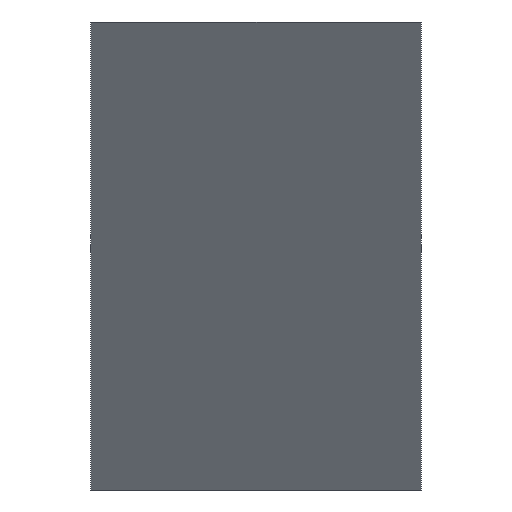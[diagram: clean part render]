
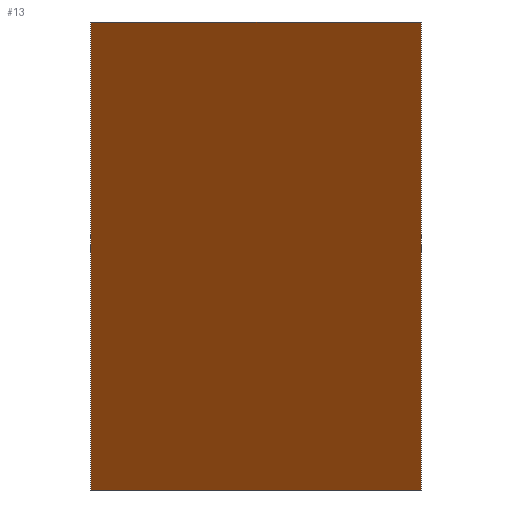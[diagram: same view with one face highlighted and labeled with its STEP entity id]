
A CAD part, front view. The second image highlights one B-rep face of the part: STEP entity #13.
In plain terms, the highlighted planar face has unit normal (-0.707, -0.707, 0).
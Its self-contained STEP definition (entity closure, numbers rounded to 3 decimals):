
#5 = ORIENTED_EDGE ( 'NONE', *, *, #132, .T. ) ;
#8 = DIRECTION ( 'NONE',  ( 0.707, -0.707, 0. ) ) ;
#12 = VERTEX_POINT ( 'NONE', #37 ) ;
#13 = ADVANCED_FACE ( 'NONE', ( #33 ), #154, .F. ) ;
#17 = CARTESIAN_POINT ( 'NONE',  ( 554.767, 137.757, 0. ) ) ;
#29 = ORIENTED_EDGE ( 'NONE', *, *, #155, .F. ) ;
#30 = CARTESIAN_POINT ( 'NONE',  ( 590.122, 102.402, 50. ) ) ;
#33 = FACE_OUTER_BOUND ( 'NONE', #106, .T. ) ;
#35 = VERTEX_POINT ( 'NONE', #131 ) ;
#37 = CARTESIAN_POINT ( 'NONE',  ( 590.122, 102.402, 0. ) ) ;
#42 = ORIENTED_EDGE ( 'NONE', *, *, #93, .T. ) ;
#50 = DIRECTION ( 'NONE',  ( 0.707, -0.707, 0. ) ) ;
#51 = VERTEX_POINT ( 'NONE', #156 ) ;
#56 = VECTOR ( 'NONE', #8, 1000. ) ;
#57 = VERTEX_POINT ( 'NONE', #85 ) ;
#59 = VECTOR ( 'NONE', #50, 1000. ) ;
#62 = DIRECTION ( 'NONE',  ( 0.707, 0.707, 0. ) ) ;
#71 = DIRECTION ( 'NONE',  ( 0., 0., -1. ) ) ;
#78 = VECTOR ( 'NONE', #71, 1000. ) ;
#85 = CARTESIAN_POINT ( 'NONE',  ( 554.767, 137.757, 50. ) ) ;
#89 = LINE ( 'NONE', #91, #129 ) ;
#91 = CARTESIAN_POINT ( 'NONE',  ( 554.767, 137.757, 50. ) ) ;
#93 = EDGE_CURVE ( 'NONE', #57, #35, #89, .T. ) ;
#103 = DIRECTION ( 'NONE',  ( -0.707, 0.707, 0. ) ) ;
#106 = EDGE_LOOP ( 'NONE', ( #5, #29, #141, #42 ) ) ;
#108 = DIRECTION ( 'NONE',  ( 0., 0., -1. ) ) ;
#112 = AXIS2_PLACEMENT_3D ( 'NONE', #168, #62, #103 ) ;
#115 = LINE ( 'NONE', #30, #78 ) ;
#124 = LINE ( 'NONE', #17, #59 ) ;
#129 = VECTOR ( 'NONE', #108, 1000. ) ;
#131 = CARTESIAN_POINT ( 'NONE',  ( 554.767, 137.757, 0. ) ) ;
#132 = EDGE_CURVE ( 'NONE', #35, #12, #124, .T. ) ;
#140 = EDGE_CURVE ( 'NONE', #57, #51, #152, .T. ) ;
#141 = ORIENTED_EDGE ( 'NONE', *, *, #140, .F. ) ;
#151 = CARTESIAN_POINT ( 'NONE',  ( 554.767, 137.757, 50. ) ) ;
#152 = LINE ( 'NONE', #151, #56 ) ;
#154 = PLANE ( 'NONE',  #112 ) ;
#155 = EDGE_CURVE ( 'NONE', #51, #12, #115, .T. ) ;
#156 = CARTESIAN_POINT ( 'NONE',  ( 590.122, 102.402, 50. ) ) ;
#168 = CARTESIAN_POINT ( 'NONE',  ( 554.767, 137.757, 50. ) ) ;
